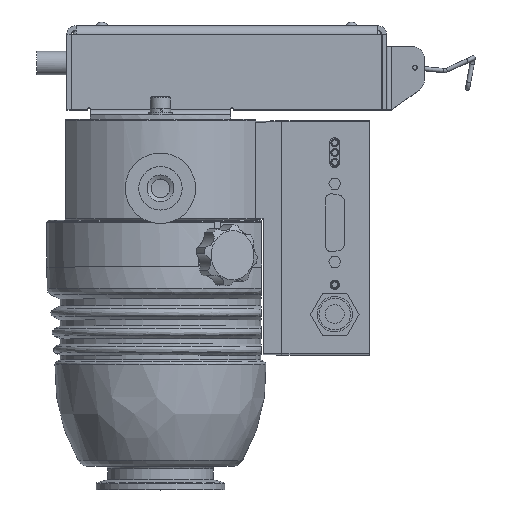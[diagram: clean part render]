
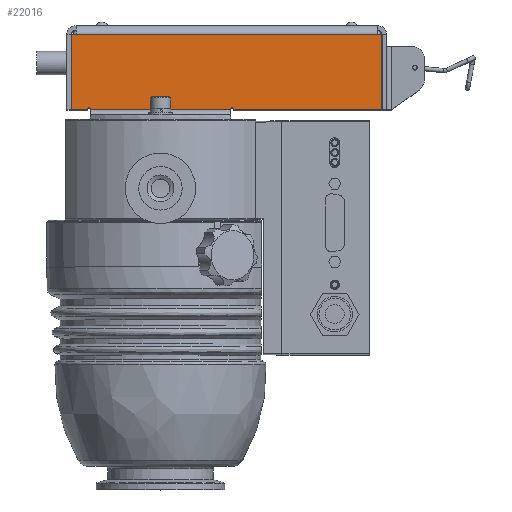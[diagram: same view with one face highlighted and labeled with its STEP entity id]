
A CAD part, top view. The second image highlights one B-rep face of the part: STEP entity #22016.
In plain terms, the highlighted planar face has unit normal (0, 0, 1).
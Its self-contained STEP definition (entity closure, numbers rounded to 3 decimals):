
#19488=CARTESIAN_POINT('',(-36.,114.5,31.25));
#19489=VERTEX_POINT('',#19488);
#19520=CARTESIAN_POINT('',(-37.9,114.5,31.25));
#19521=VERTEX_POINT('',#19520);
#19528=CARTESIAN_POINT('',(-37.9,114.5,31.25));
#19529=DIRECTION('',(1.0,0.0,0.0));
#19530=VECTOR('',#19529,1.9);
#19531=LINE('',#19528,#19530);
#19532=EDGE_CURVE('',#19521,#19489,#19531,.T.);
#19816=CARTESIAN_POINT('',(92.5,114.5,31.25));
#19817=VERTEX_POINT('',#19816);
#19827=CARTESIAN_POINT('',(-36.,114.5,31.25));
#19828=DIRECTION('',(1.0,0.0,0.0));
#19829=VECTOR('',#19828,128.5);
#19830=LINE('',#19827,#19829);
#19831=EDGE_CURVE('',#19489,#19817,#19830,.T.);
#19881=CARTESIAN_POINT('',(94.4,114.5,31.25));
#19882=VERTEX_POINT('',#19881);
#19898=CARTESIAN_POINT('',(92.5,114.5,31.25));
#19899=DIRECTION('',(1.0,0.0,0.0));
#19900=VECTOR('',#19899,1.9);
#19901=LINE('',#19898,#19900);
#19902=EDGE_CURVE('',#19817,#19882,#19901,.T.);
#20017=CARTESIAN_POINT('',(-37.9,82.5,31.25));
#20018=VERTEX_POINT('',#20017);
#20019=CARTESIAN_POINT('',(-37.9,114.5,31.25));
#20020=DIRECTION('',(0.0,-1.0,0.0));
#20021=VECTOR('',#20020,32.);
#20022=LINE('',#20019,#20021);
#20023=EDGE_CURVE('',#19521,#20018,#20022,.T.);
#20305=CARTESIAN_POINT('',(31.,82.5,31.25));
#20306=VERTEX_POINT('',#20305);
#20323=CARTESIAN_POINT('',(94.4,82.5,31.25));
#20324=VERTEX_POINT('',#20323);
#20331=CARTESIAN_POINT('',(94.4,82.5,31.25));
#20332=DIRECTION('',(-1.0,0.0,0.0));
#20333=VECTOR('',#20332,63.4);
#20334=LINE('',#20331,#20333);
#20335=EDGE_CURVE('',#20324,#20306,#20334,.T.);
#20428=CARTESIAN_POINT('',(94.4,82.5,31.25));
#20429=DIRECTION('',(0.0,1.0,0.0));
#20430=VECTOR('',#20429,32.);
#20431=LINE('',#20428,#20430);
#20432=EDGE_CURVE('',#20324,#19882,#20431,.T.);
#21927=CARTESIAN_POINT('',(-31.,82.5,31.25));
#21928=VERTEX_POINT('',#21927);
#21935=CARTESIAN_POINT('',(-31.,82.5,31.25));
#21936=DIRECTION('',(-1.0,0.0,0.0));
#21937=VECTOR('',#21936,6.9);
#21938=LINE('',#21935,#21937);
#21939=EDGE_CURVE('',#21928,#20018,#21938,.T.);
#21946=CARTESIAN_POINT('',(28.25,99.5,31.25));
#21947=DIRECTION('',(0.0,0.0,1.0));
#21948=DIRECTION('',(1.0,0.0,0.0));
#21949=AXIS2_PLACEMENT_3D('',#21946,#21947,#21948);
#21950=PLANE('',#21949);
#21951=CARTESIAN_POINT('',(-31.,83.0,31.25));
#21952=VERTEX_POINT('',#21951);
#21953=CARTESIAN_POINT('',(-31.,82.5,31.25));
#21954=DIRECTION('',(0.0,1.0,0.0));
#21955=VECTOR('',#21954,0.5);
#21956=LINE('',#21953,#21955);
#21957=EDGE_CURVE('',#21928,#21952,#21956,.T.);
#21958=ORIENTED_EDGE('',*,*,#21957,.T.);
#21959=CARTESIAN_POINT('',(-30.,83.0,31.25));
#21960=VERTEX_POINT('',#21959);
#21961=CARTESIAN_POINT('',(-30.5,83.0,31.25));
#21962=DIRECTION('',(0.0,0.0,-1.0));
#21963=DIRECTION('',(1.0,0.0,0.0));
#21964=AXIS2_PLACEMENT_3D('',#21961,#21962,#21963);
#21965=CIRCLE('',#21964,0.5);
#21966=EDGE_CURVE('',#21952,#21960,#21965,.T.);
#21967=ORIENTED_EDGE('',*,*,#21966,.T.);
#21968=CARTESIAN_POINT('',(-30.,82.5,31.25));
#21969=VERTEX_POINT('',#21968);
#21970=CARTESIAN_POINT('',(-30.,83.0,31.25));
#21971=DIRECTION('',(0.0,-1.0,0.0));
#21972=VECTOR('',#21971,0.5);
#21973=LINE('',#21970,#21972);
#21974=EDGE_CURVE('',#21960,#21969,#21973,.T.);
#21975=ORIENTED_EDGE('',*,*,#21974,.T.);
#21976=CARTESIAN_POINT('',(30.,82.5,31.25));
#21977=VERTEX_POINT('',#21976);
#21978=CARTESIAN_POINT('',(30.,82.5,31.25));
#21979=DIRECTION('',(-1.0,0.0,0.0));
#21980=VECTOR('',#21979,60.);
#21981=LINE('',#21978,#21980);
#21982=EDGE_CURVE('',#21977,#21969,#21981,.T.);
#21983=ORIENTED_EDGE('',*,*,#21982,.F.);
#21984=CARTESIAN_POINT('',(30.,83.,31.25));
#21985=VERTEX_POINT('',#21984);
#21986=CARTESIAN_POINT('',(30.,82.5,31.25));
#21987=DIRECTION('',(0.0,1.0,0.0));
#21988=VECTOR('',#21987,0.5);
#21989=LINE('',#21986,#21988);
#21990=EDGE_CURVE('',#21977,#21985,#21989,.T.);
#21991=ORIENTED_EDGE('',*,*,#21990,.T.);
#21992=CARTESIAN_POINT('',(31.,83.,31.25));
#21993=VERTEX_POINT('',#21992);
#21994=CARTESIAN_POINT('',(30.5,83.,31.25));
#21995=DIRECTION('',(0.0,0.0,-1.0));
#21996=DIRECTION('',(-1.0,0.0,0.0));
#21997=AXIS2_PLACEMENT_3D('',#21994,#21995,#21996);
#21998=CIRCLE('',#21997,0.5);
#21999=EDGE_CURVE('',#21985,#21993,#21998,.T.);
#22000=ORIENTED_EDGE('',*,*,#21999,.T.);
#22001=CARTESIAN_POINT('',(31.,83.,31.25));
#22002=DIRECTION('',(0.0,-1.0,0.0));
#22003=VECTOR('',#22002,0.5);
#22004=LINE('',#22001,#22003);
#22005=EDGE_CURVE('',#21993,#20306,#22004,.T.);
#22006=ORIENTED_EDGE('',*,*,#22005,.T.);
#22007=ORIENTED_EDGE('',*,*,#20335,.F.);
#22008=ORIENTED_EDGE('',*,*,#20432,.T.);
#22009=ORIENTED_EDGE('',*,*,#19902,.F.);
#22010=ORIENTED_EDGE('',*,*,#19831,.F.);
#22011=ORIENTED_EDGE('',*,*,#19532,.F.);
#22012=ORIENTED_EDGE('',*,*,#20023,.T.);
#22013=ORIENTED_EDGE('',*,*,#21939,.F.);
#22014=EDGE_LOOP('',(#21958,#21967,#21975,#21983,#21991,#22000,#22006,#22007,#22008,#22009,#22010,#22011,#22012,#22013));
#22015=FACE_OUTER_BOUND('',#22014,.T.);
#22016=ADVANCED_FACE('',(#22015),#21950,.T.);
